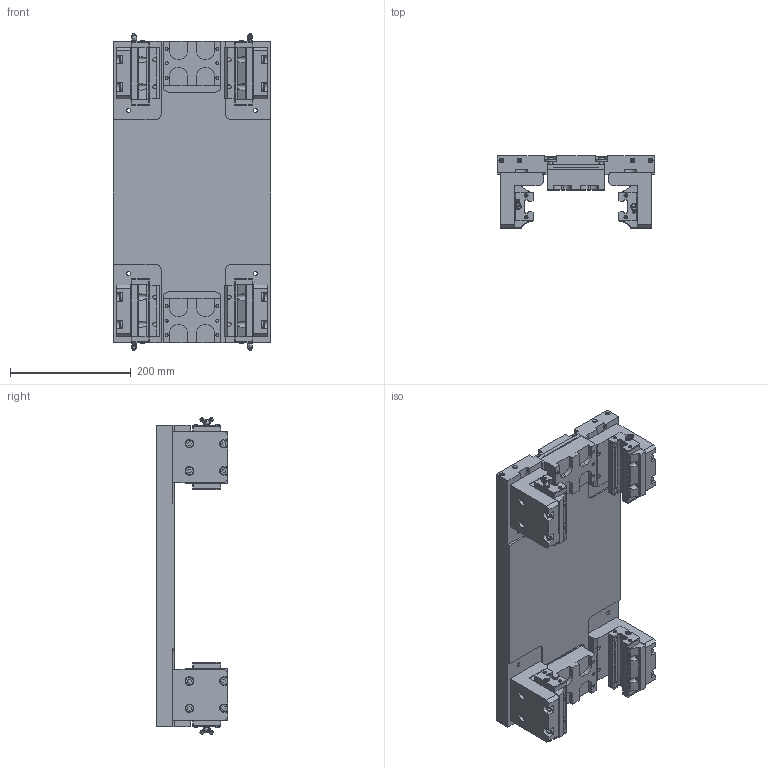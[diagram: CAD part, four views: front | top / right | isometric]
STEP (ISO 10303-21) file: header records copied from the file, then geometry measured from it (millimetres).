
FILE_DESCRIPTION(/* description */ (''),/* implementation_level */ '2;1');
FILE_NAME(/* name */ 'Carrello 822.VHL.stp',/* time_stamp */ '2022-05-17T12:13:19+02:00',/* author */ ('Utente'),/* organization */ (''),/* preprocessor_version */ 'ST-DEVELOPER v18.1',/* originating_system */ 'Autodesk Inventor 2022',/* authorisation */ '');
FILE_SCHEMA (('AUTOMOTIVE_DESIGN { 1 0 10303 214 3 1 1 }'));
Length unit declared in the file: millimetre
Products named in the file (14): 822.VHL.001; 822.000.008; SBI-FLL25; SBI-FLL25_C; SBI-SL20_C; SBI-FLL25_B; SBI-FLL25_1; 822.000.009; 822.000.010; 822.000.011; 822.000.023; DIN 7984 - M6 x 30 --- 18C_DIN 7984 - M6 x 30 --- 18C; 084.301.000 VITI ALUSIC-2_084.301.013; 084.301.000 VITI ALUSIC_084.301.004
Assembly tree (67 placements, depth 3):
  822.VHL.001
    822.000.008
    SBI-FLL25  x4
      SBI-FLL25_C
      SBI-FLL25_B
      SBI-SL20_C
      SBI-FLL25_1
    822.000.009  x2
    822.000.010  x2
    822.000.011  x4
    822.000.023  x4
    DIN 7984 - M6 x 30 --- 18C_DIN 7984 - M6 x 30 --- 18C  x12
    084.301.000 VITI ALUSIC-2_084.301.013  x16
    084.301.000 VITI ALUSIC_084.301.004  x16
Bounding box: 260 x 118.5 x 525 mm (x, y, z)
Volume: 5561834.2 mm3; surface area: 790184.7 mm2
Topology: 81 solids, 81 shells, 2202 faces, 5557 edges, 3641 vertices
Faces by surface type: plane 1586, cylinder 428, cone 108, torus 72, sphere 8
Full cylindrical faces by diameter (mm): 4.134 x8, 4.917 x12, 5.5 x16, 6 x32, 6.647 x24, 7 x24, 8 x52, 9 x32, 10 x12, 13 x32, 14 x24
Entity records: 17398 total; most frequent: CARTESIAN_POINT 3089, DIRECTION 2889, ORIENTED_EDGE 2712, EDGE_CURVE 1356, AXIS2_PLACEMENT_3D 966, LINE 957, VECTOR 957, VERTEX_POINT 901
